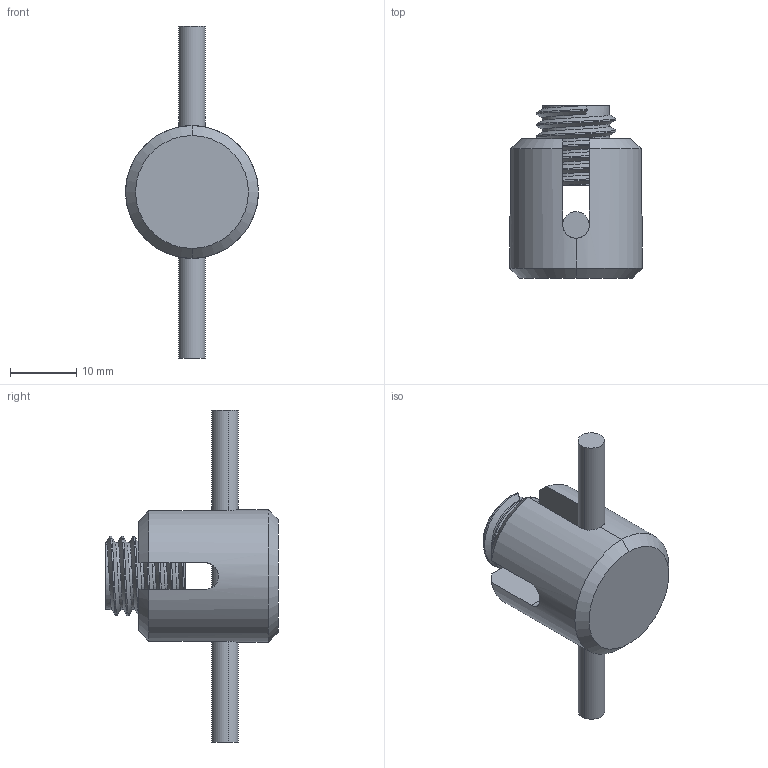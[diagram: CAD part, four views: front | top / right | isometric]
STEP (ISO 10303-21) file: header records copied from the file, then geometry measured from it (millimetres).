
FILE_DESCRIPTION (( 'STEP AP214' ), '1' );
FILE_NAME ('0069.01.03.STEP', '2023-04-20T09:32:42', ( '' ), ( '' ), 'SwSTEP 2.0', 'SolidWorks 2023', '' );
FILE_SCHEMA (( 'AUTOMOTIVE_DESIGN' ));
Length unit declared in the file: millimetre
Products named in the file (4): 0069.01.005; 0069.01.006; 0069.01.03; 0069.01.020
Assembly tree (3 placements, depth 2):
  0069.01.03
    0069.01.005
    0069.01.006
    0069.01.020
Bounding box: 20 x 26 x 50 mm (x, y, z)
Volume: 5167.1 mm3; surface area: 4432.1 mm2
Topology: 3 solids, 3 shells, 191 faces, 548 edges, 364 vertices
Faces by surface type: bspline 97, cylinder 57, plane 27, cone 10
Entity records: 54243 total; most frequent: CARTESIAN_POINT 50467, ORIENTED_EDGE 1096, EDGE_CURVE 548, DIRECTION 374, VERTEX_POINT 364, B_SPLINE_CURVE_WITH_KNOTS 216, EDGE_LOOP 192, ADVANCED_FACE 191
